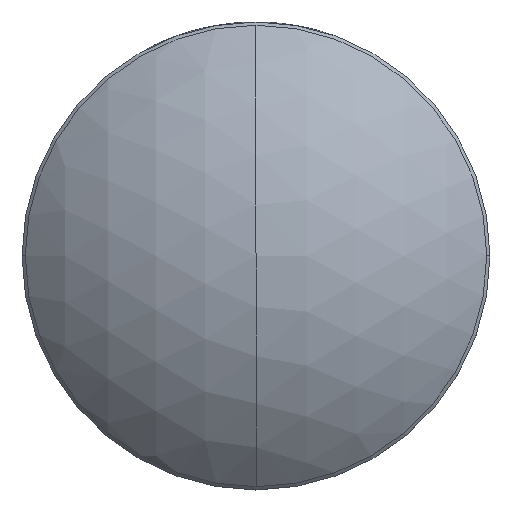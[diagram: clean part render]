
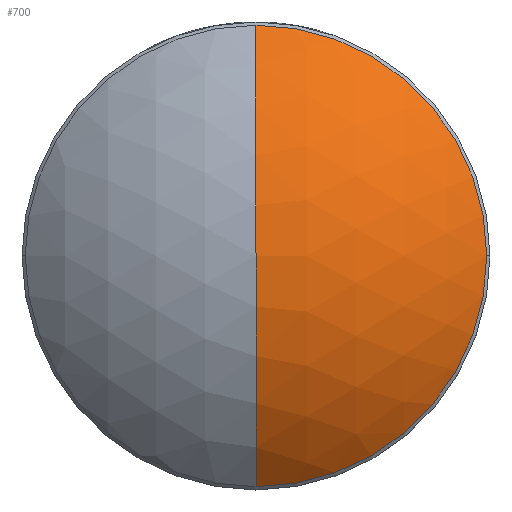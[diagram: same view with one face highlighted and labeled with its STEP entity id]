
A CAD part, top view. The second image highlights one B-rep face of the part: STEP entity #700.
In plain terms, the highlighted spherical face has radius 18.02 mm.
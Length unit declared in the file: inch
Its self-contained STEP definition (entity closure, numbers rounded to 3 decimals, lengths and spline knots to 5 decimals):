
#62 = AXIS2_PLACEMENT_3D ( 'NONE', #369, #977, #2334 ) ;
#106 = DIRECTION ( 'NONE',  ( 1., 0., 0. ) ) ;
#250 = EDGE_CURVE ( 'NONE', #1182, #783, #2174, .T. ) ;
#265 = DIRECTION ( 'NONE',  ( 0., 1., 0. ) ) ;
#369 = CARTESIAN_POINT ( 'NONE',  ( 0., 0., -0.56713 ) ) ;
#378 = EDGE_CURVE ( 'NONE', #1553, #1865, #2060, .T. ) ;
#510 = AXIS2_PLACEMENT_3D ( 'NONE', #1277, #106, #1058 ) ;
#610 = ORIENTED_EDGE ( 'NONE', *, *, #250, .T. ) ;
#624 = EDGE_CURVE ( 'NONE', #1865, #1182, #1535, .T. ) ;
#666 = DIRECTION ( 'NONE',  ( 1., 0., 0. ) ) ;
#683 = DIRECTION ( 'NONE',  ( 1., 0., 0. ) ) ;
#700 = ADVANCED_FACE ( 'NONE', ( #960 ), #706, .T. ) ;
#706 = SPHERICAL_SURFACE ( 'NONE', #510, 0.70945 ) ;
#765 = CARTESIAN_POINT ( 'NONE',  ( 0., 0., -0.057 ) ) ;
#783 = VERTEX_POINT ( 'NONE', #2275 ) ;
#885 = ORIENTED_EDGE ( 'NONE', *, *, #378, .T. ) ;
#902 = CARTESIAN_POINT ( 'NONE',  ( 0., 0.49304, -0.057 ) ) ;
#953 = ORIENTED_EDGE ( 'NONE', *, *, #624, .T. ) ;
#955 = DIRECTION ( 'NONE',  ( 1., 0., 0. ) ) ;
#960 = FACE_OUTER_BOUND ( 'NONE', #1075, .T. ) ;
#977 = DIRECTION ( 'NONE',  ( -1., 0., 0. ) ) ;
#1002 = AXIS2_PLACEMENT_3D ( 'NONE', #2415, #1853, #683 ) ;
#1058 = DIRECTION ( 'NONE',  ( 0., -1., 0. ) ) ;
#1075 = EDGE_LOOP ( 'NONE', ( #885, #953, #610, #1097 ) ) ;
#1097 = ORIENTED_EDGE ( 'NONE', *, *, #1445, .F. ) ;
#1182 = VERTEX_POINT ( 'NONE', #902 ) ;
#1277 = CARTESIAN_POINT ( 'NONE',  ( 0., 0., -0.56713 ) ) ;
#1289 = AXIS2_PLACEMENT_3D ( 'NONE', #2029, #666, #265 ) ;
#1374 = CARTESIAN_POINT ( 'NONE',  ( 0., -0.49304, -0.057 ) ) ;
#1445 = EDGE_CURVE ( 'NONE', #1553, #783, #1861, .T. ) ;
#1519 = DIRECTION ( 'NONE',  ( 0., 0., 1. ) ) ;
#1535 = CIRCLE ( 'NONE', #1002, 0.49304 ) ;
#1553 = VERTEX_POINT ( 'NONE', #1374 ) ;
#1651 = AXIS2_PLACEMENT_3D ( 'NONE', #765, #1519, #955 ) ;
#1853 = DIRECTION ( 'NONE',  ( 0., 0., 1. ) ) ;
#1861 = CIRCLE ( 'NONE', #62, 0.70945 ) ;
#1865 = VERTEX_POINT ( 'NONE', #2043 ) ;
#2029 = CARTESIAN_POINT ( 'NONE',  ( 0., 0., -0.56713 ) ) ;
#2043 = CARTESIAN_POINT ( 'NONE',  ( 0.49304, 0., -0.057 ) ) ;
#2060 = CIRCLE ( 'NONE', #1651, 0.49304 ) ;
#2174 = CIRCLE ( 'NONE', #1289, 0.70945 ) ;
#2275 = CARTESIAN_POINT ( 'NONE',  ( 0., 0., 0.14232 ) ) ;
#2334 = DIRECTION ( 'NONE',  ( 0., -1., 0. ) ) ;
#2415 = CARTESIAN_POINT ( 'NONE',  ( 0., 0., -0.057 ) ) ;
